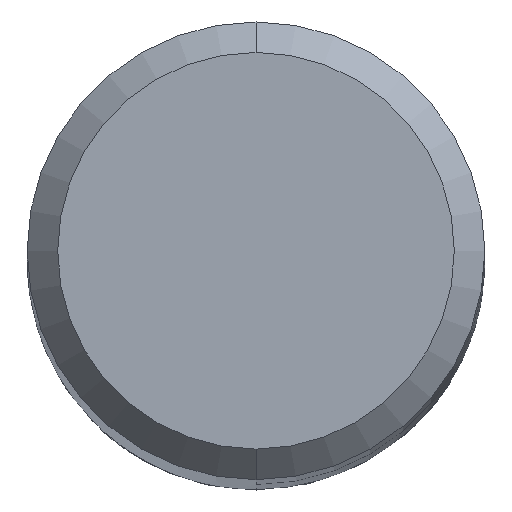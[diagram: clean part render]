
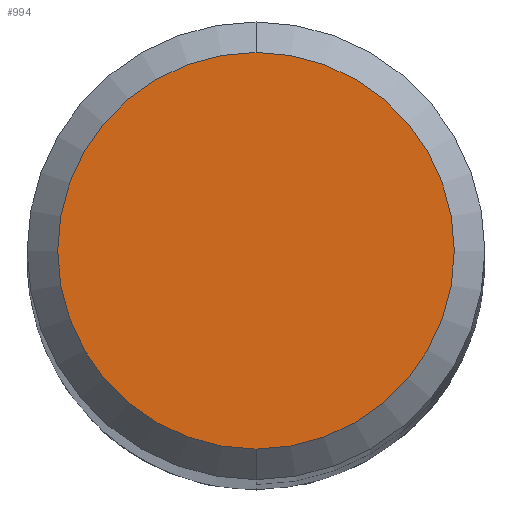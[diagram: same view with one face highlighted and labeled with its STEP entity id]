
A CAD part, top view. The second image highlights one B-rep face of the part: STEP entity #994.
In plain terms, the highlighted planar face has unit normal (0, 0, 1).
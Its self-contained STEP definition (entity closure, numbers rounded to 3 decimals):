
#516=VERTEX_POINT('',#1344);
#928=VERTEX_POINT('',#1793);
#994=ADVANCED_FACE('',(#1867),#1868,.T.);
#1228=EDGE_CURVE('',#928,#516,#2127,.T.);
#1236=EDGE_CURVE('',#516,#928,#2135,.T.);
#1344=CARTESIAN_POINT('',(0.0,2.6,0.0));
#1793=CARTESIAN_POINT('',(0.,-2.6,0.0));
#1867=FACE_OUTER_BOUND('',#5856,.T.);
#1868=PLANE('',#5857);
#2127=CIRCLE('',#7879,2.6);
#2135=CIRCLE('',#7925,2.6);
#5856=EDGE_LOOP('',(#8625,#8626));
#5857=AXIS2_PLACEMENT_3D('',#8627,#8628,#8629);
#7879=AXIS2_PLACEMENT_3D('',#8960,#8961,#8962);
#7925=AXIS2_PLACEMENT_3D('',#8966,#8967,#8968);
#8625=ORIENTED_EDGE('',*,*,#1236,.F.);
#8626=ORIENTED_EDGE('',*,*,#1228,.F.);
#8627=CARTESIAN_POINT('',(0.0,1.3,0.0));
#8628=DIRECTION('',(-0.0,0.0,1.0));
#8629=DIRECTION('',(0.0,-1.0,0.0));
#8960=CARTESIAN_POINT('',(0.0,0.0,0.0));
#8961=DIRECTION('',(0.0,0.0,-1.0));
#8962=DIRECTION('',(0.0,1.0,0.0));
#8966=CARTESIAN_POINT('',(0.0,0.0,0.0));
#8967=DIRECTION('',(0.0,0.0,-1.0));
#8968=DIRECTION('',(0.0,1.0,0.0));
